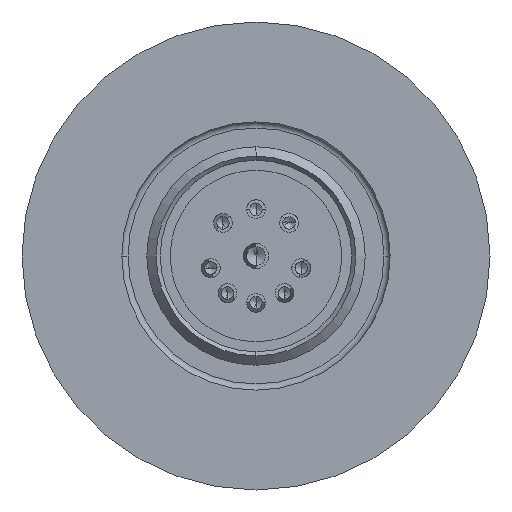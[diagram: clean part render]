
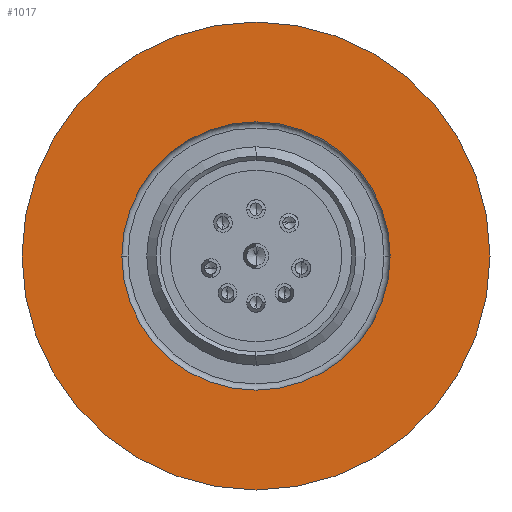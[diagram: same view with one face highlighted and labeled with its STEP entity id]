
A CAD part, left-side view. The second image highlights one B-rep face of the part: STEP entity #1017.
In plain terms, the highlighted planar face has unit normal (-1, 0, 0).
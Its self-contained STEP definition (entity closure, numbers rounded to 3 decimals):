
#18 = DIRECTION ( 'NONE',  ( -1., 0., 0. ) ) ;
#22 = CARTESIAN_POINT ( 'NONE',  ( -0.011, 11.8, 0. ) ) ;
#98 = FACE_OUTER_BOUND ( 'NONE', #1024, .T. ) ;
#228 = VERTEX_POINT ( 'NONE', #6931 ) ;
#789 = AXIS2_PLACEMENT_3D ( 'NONE', #22, #4952, #1682 ) ;
#824 = CARTESIAN_POINT ( 'NONE',  ( -0.011, 0., 0. ) ) ;
#834 = CARTESIAN_POINT ( 'NONE',  ( -0.011, 0., 0. ) ) ;
#864 = CIRCLE ( 'NONE', #4708, 15. ) ;
#1017 = ADVANCED_FACE ( 'NONE', ( #4298, #98 ), #4379, .T. ) ;
#1024 = EDGE_LOOP ( 'NONE', ( #1186, #2149 ) ) ;
#1186 = ORIENTED_EDGE ( 'NONE', *, *, #2672, .T. ) ;
#1368 = DIRECTION ( 'NONE',  ( 0., 0., -1. ) ) ;
#1379 = DIRECTION ( 'NONE',  ( 0., 0., -1. ) ) ;
#1387 = CIRCLE ( 'NONE', #3299, 8.6 ) ;
#1682 = DIRECTION ( 'NONE',  ( 0., 0., 1. ) ) ;
#1915 = AXIS2_PLACEMENT_3D ( 'NONE', #824, #4647, #1368 ) ;
#1981 = CIRCLE ( 'NONE', #1915, 15. ) ;
#2149 = ORIENTED_EDGE ( 'NONE', *, *, #2357, .T. ) ;
#2357 = EDGE_CURVE ( 'NONE', #6024, #228, #1981, .T. ) ;
#2672 = EDGE_CURVE ( 'NONE', #228, #6024, #864, .T. ) ;
#2776 = CIRCLE ( 'NONE', #5808, 8.6 ) ;
#2947 = CARTESIAN_POINT ( 'NONE',  ( -0.011, 0., 0. ) ) ;
#3299 = AXIS2_PLACEMENT_3D ( 'NONE', #2947, #6747, #3508 ) ;
#3307 = CARTESIAN_POINT ( 'NONE',  ( -0.011, 0., 0. ) ) ;
#3508 = DIRECTION ( 'NONE',  ( 0., 0., -1. ) ) ;
#3859 = DIRECTION ( 'NONE',  ( 0., 0., -1. ) ) ;
#3979 = EDGE_LOOP ( 'NONE', ( #6753, #5926 ) ) ;
#4298 = FACE_BOUND ( 'NONE', #3979, .T. ) ;
#4379 = PLANE ( 'NONE',  #789 ) ;
#4647 = DIRECTION ( 'NONE',  ( -1., 0., 0. ) ) ;
#4659 = DIRECTION ( 'NONE',  ( 1., 0., 0. ) ) ;
#4683 = VERTEX_POINT ( 'NONE', #5408 ) ;
#4708 = AXIS2_PLACEMENT_3D ( 'NONE', #3307, #18, #3859 ) ;
#4952 = DIRECTION ( 'NONE',  ( -1., 0., 0. ) ) ;
#4958 = VERTEX_POINT ( 'NONE', #5085 ) ;
#5059 = EDGE_CURVE ( 'NONE', #4683, #4958, #2776, .T. ) ;
#5085 = CARTESIAN_POINT ( 'NONE',  ( -0.011, 0., -8.6 ) ) ;
#5408 = CARTESIAN_POINT ( 'NONE',  ( -0.011, 0., 8.6 ) ) ;
#5523 = CARTESIAN_POINT ( 'NONE',  ( -0.011, 0., 15. ) ) ;
#5808 = AXIS2_PLACEMENT_3D ( 'NONE', #834, #4659, #1379 ) ;
#5926 = ORIENTED_EDGE ( 'NONE', *, *, #5059, .T. ) ;
#6024 = VERTEX_POINT ( 'NONE', #5523 ) ;
#6194 = EDGE_CURVE ( 'NONE', #4958, #4683, #1387, .T. ) ;
#6747 = DIRECTION ( 'NONE',  ( 1., 0., 0. ) ) ;
#6753 = ORIENTED_EDGE ( 'NONE', *, *, #6194, .T. ) ;
#6931 = CARTESIAN_POINT ( 'NONE',  ( -0.011, 0., -15. ) ) ;
